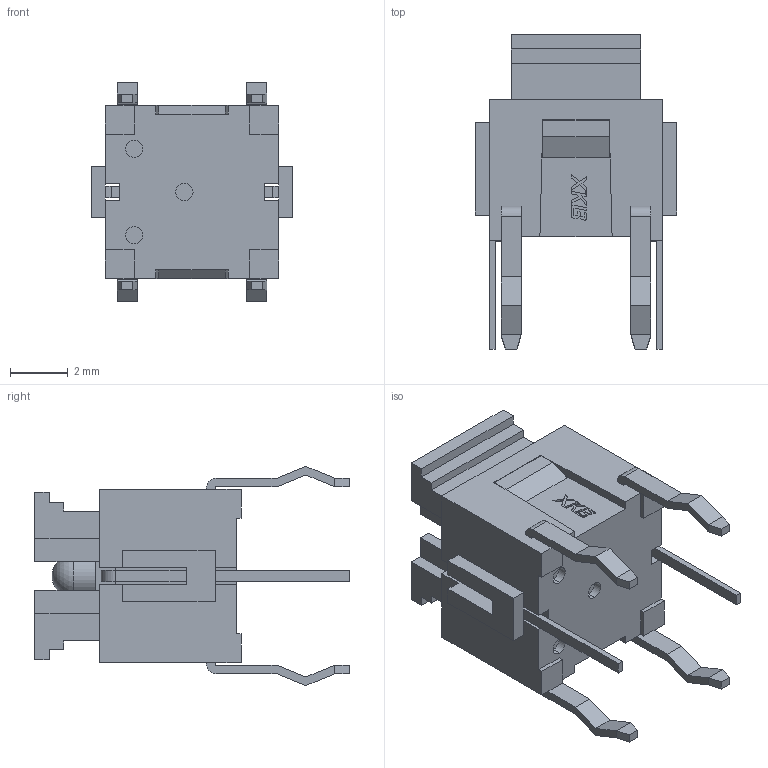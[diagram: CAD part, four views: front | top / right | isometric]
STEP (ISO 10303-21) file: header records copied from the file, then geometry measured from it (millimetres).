
FILE_DESCRIPTION((''),'2;1');
FILE_NAME('TM-004-D2-X','2020-12-25T',('cwg'),(''),'PRO/ENGINEER BY PARAMETRIC TECHNOLOGY CORPORATION, 2010280','PRO/ENGINEER BY PARAMETRIC TECHNOLOGY CORPORATION, 2010280','');
FILE_SCHEMA(('CONFIG_CONTROL_DESIGN'));
Length unit declared in the file: millimetre
Products named in the file (1): TM-004-D2-X
Bounding box: 7 x 10.9 x 7.6 mm (x, y, z)
Volume: 183.6 mm3; surface area: 433.8 mm2
Topology: 1 solids, 1 shells, 254 faces, 721 edges, 471 vertices
Faces by surface type: plane 230, cylinder 22, sphere 2
Entity records: 8127 total; most frequent: CARTESIAN_POINT 1456, ORIENTED_EDGE 1438, DIRECTION 1269, EDGE_CURVE 719, VECTOR 669, LINE 669, VERTEX_POINT 471, AXIS2_PLACEMENT_3D 300
